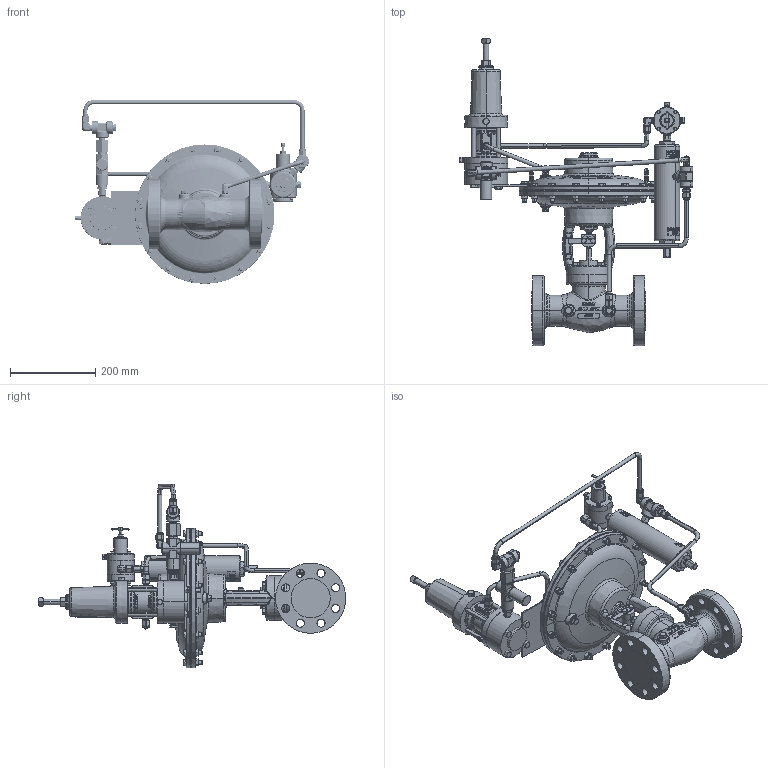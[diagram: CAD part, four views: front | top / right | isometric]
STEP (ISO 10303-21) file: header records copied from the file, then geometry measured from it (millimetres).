
FILE_DESCRIPTION (( 'STEP AP214' ), '1' );
FILE_NAME ('CVS2300RF150-HPBP.step', '2023-01-09T20:43:56', ( '' ), ( '' ), 'SwSTEP 2.0', 'SolidWorks 2019', '' );
FILE_SCHEMA (( 'AUTOMOTIVE_DESIGN' ));
Length unit declared in the file: inch
Products named in the file (1): CVS2300RF150-HPBP
Bounding box: 549.24 x 722.47 x 431.47 mm (x, y, z)
Volume: 10416319.2 mm3; surface area: 865402.1 mm2
Topology: 1 solids, 1 shells, 5584 faces, 14059 edges, 8766 vertices
Faces by surface type: plane 2204, bspline 1288, cone 903, cylinder 896, torus 212, sphere 81
Entity records: 327313 total; most frequent: CARTESIAN_POINT 164479, ORIENTED_EDGE 27964, DIRECTION 21030, EDGE_CURVE 13982, VERTEX_POINT 8763, AXIS2_PLACEMENT_3D 8015, EDGE_LOOP 6073, ADVANCED_FACE 5584
